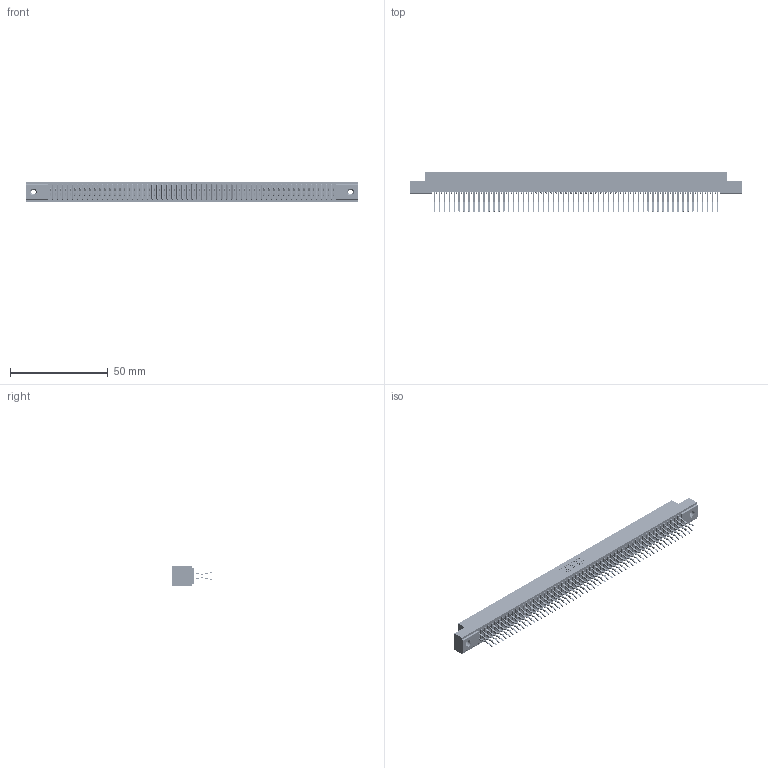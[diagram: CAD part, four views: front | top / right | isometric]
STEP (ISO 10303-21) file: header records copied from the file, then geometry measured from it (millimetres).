
FILE_DESCRIPTION (( 'STEP AP203' ), '1' );
FILE_NAME ('341-116-560-208.STEP', '2018-08-08T14:12:48', ( '' ), ( '' ), 'SwSTEP 2.0', 'SolidWorks 2016', '' );
FILE_SCHEMA (( 'CONFIG_CONTROL_DESIGN' ));
Length unit declared in the file: inch
Products named in the file (4): 345-250-001_345-250-003-102; 341-116-560-208; 341 Part_.156 (3.96) Dia Mounting Holes; 341-292-001_341-292-160
Assembly tree (119 placements, depth 2):
  341-116-560-208
    341 Part_.156 (3.96) Dia Mounting Holes
    341-292-001_341-292-160  x116
    345-250-001_345-250-003-102  x2
Bounding box: 169.54 x 20.37 x 10.16 mm (x, y, z)
Volume: 12642.8 mm3; surface area: 23825.1 mm2
Topology: 119 solids, 119 shells, 8296 faces, 24058 edges, 15602 vertices
Faces by surface type: plane 4740, cylinder 3308, sphere 118, torus 118, cone 12
Entity records: 69386 total; most frequent: CARTESIAN_POINT 11517, ORIENTED_EDGE 11440, DIRECTION 11180, EDGE_CURVE 5720, LINE 4630, VECTOR 4630, VERTEX_POINT 3612, AXIS2_PLACEMENT_3D 3275
